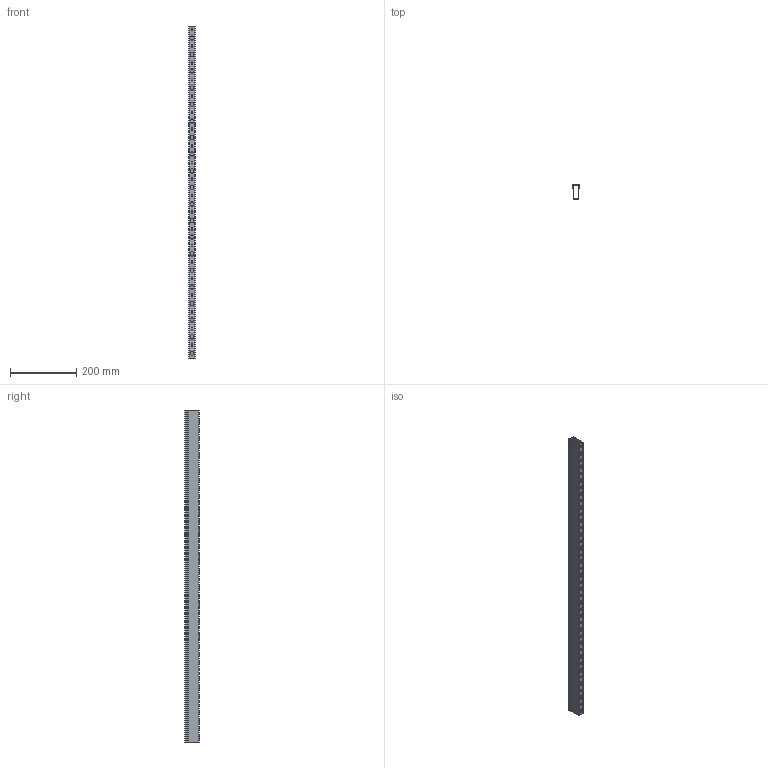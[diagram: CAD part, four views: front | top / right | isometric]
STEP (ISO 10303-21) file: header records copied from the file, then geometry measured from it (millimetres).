
FILE_DESCRIPTION(('HOOPS Exchange Step'),'2;1');
FILE_NAME('export-3F6B3DDD-FC6C-494B-8198-6185AE346067.stp','2022-08-29T09:54:00+02:00',('User'),('Alibre'),'HOOPS Exchange 2021.0','Alibre','Unknown authorisation');
FILE_SCHEMA( ('AP242_MANAGED_MODEL_BASED_3D_ENGINEERING_MIM_LF {1 0 10303 442 1 1 4 }') );
Length unit declared in the file: millimetre
Products named in the file (3): 1981-1 Wiring duct_simpel; 1981-2 Duct cover; 1981 Wiring Duct 43x20 (43mm high, 20mm wide)
Assembly tree (2 placements, depth 2):
  1981 Wiring Duct 43x20 (43mm high, 20mm wide)
    1981-1 Wiring duct_simpel
    1981-2 Duct cover
Bounding box: 20 x 43 x 1000 mm (x, y, z)
Volume: 175468.3 mm3; surface area: 284411.3 mm2
Topology: 2 solids, 2 shells, 241 faces, 711 edges, 474 vertices
Faces by surface type: cylinder 127, plane 114
Entity records: 8386 total; most frequent: DIRECTION 1463, CARTESIAN_POINT 1434, ORIENTED_EDGE 1422, EDGE_CURVE 711, AXIS2_PLACEMENT_3D 503, VERTEX_POINT 474, VECTOR 457, LINE 457
